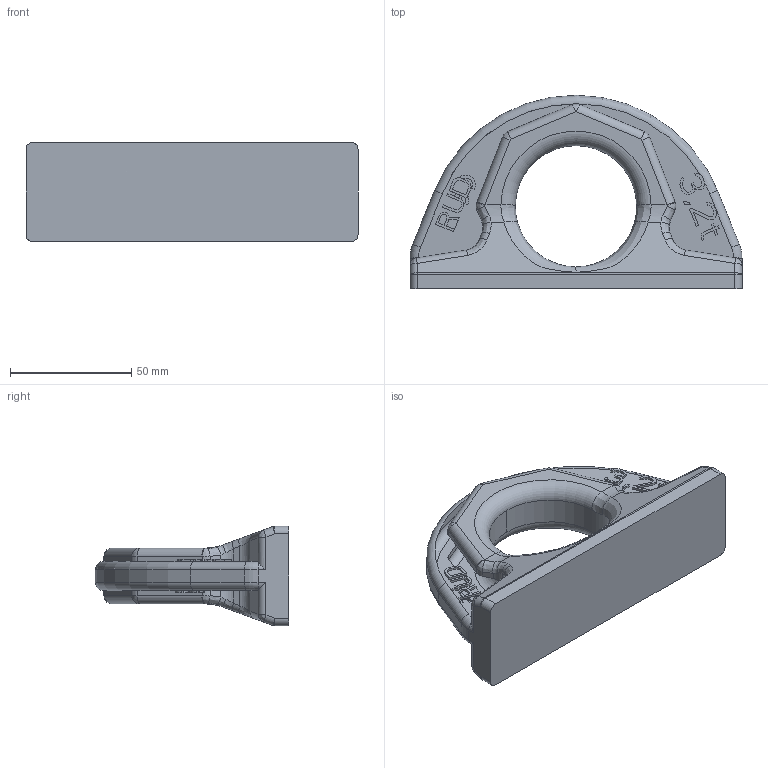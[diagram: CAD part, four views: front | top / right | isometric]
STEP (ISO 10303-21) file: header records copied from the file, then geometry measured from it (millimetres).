
FILE_DESCRIPTION((''),'2;1');
FILE_NAME('001-M33972-P1','2019-02-22T',('anja.joas'),(''),'PRO/ENGINEER BY PARAMETRIC TECHNOLOGY CORPORATION, 2011490','PRO/ENGINEER BY PARAMETRIC TECHNOLOGY CORPORATION, 2011490','');
FILE_SCHEMA(('CONFIG_CONTROL_DESIGN'));
Length unit declared in the file: millimetre
Products named in the file (1): 001-M33972-P1
Bounding box: 137 x 79.8 x 41 mm (x, y, z)
Volume: 155501.3 mm3; surface area: 28721.6 mm2
Topology: 1 solids, 1 shells, 431 faces, 1155 edges, 740 vertices
Faces by surface type: plane 307, cylinder 70, bspline 46, torus 8
Entity records: 15620 total; most frequent: CARTESIAN_POINT 5105, ORIENTED_EDGE 2310, DIRECTION 1962, EDGE_CURVE 1155, VECTOR 912, LINE 912, VERTEX_POINT 740, AXIS2_PLACEMENT_3D 525
